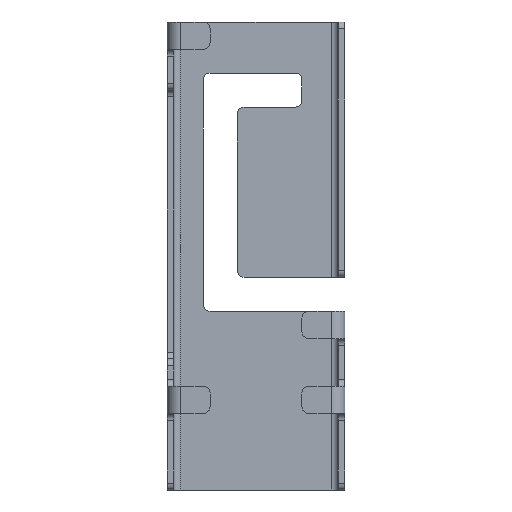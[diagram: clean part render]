
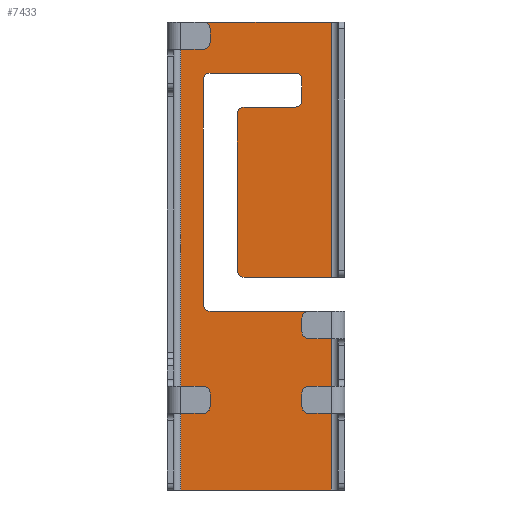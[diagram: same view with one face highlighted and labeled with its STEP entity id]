
A CAD part, front view. The second image highlights one B-rep face of the part: STEP entity #7433.
In plain terms, the highlighted planar face has unit normal (0, -1, 0).
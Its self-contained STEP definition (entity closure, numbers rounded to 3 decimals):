
#38 = VERTEX_POINT ( 'NONE', #3773 ) ;
#67 = EDGE_LOOP ( 'NONE', ( #9381, #7962, #6133, #4365, #11777, #1523, #6350, #8963, #11736, #4348, #9935, #8878, #10451, #4944, #9602, #1722, #9714, #1504 ) ) ;
#72 = LINE ( 'NONE', #9365, #3035 ) ;
#147 = EDGE_CURVE ( 'NONE', #10432, #7886, #2092, .T. ) ;
#264 = CARTESIAN_POINT ( 'NONE',  ( -1.35, 3.329, 5.175 ) ) ;
#291 = EDGE_CURVE ( 'NONE', #8033, #38, #72, .T. ) ;
#295 = CARTESIAN_POINT ( 'NONE',  ( 3.45, 3.329, 6.875 ) ) ;
#454 = LINE ( 'NONE', #11358, #8122 ) ;
#577 = VERTEX_POINT ( 'NONE', #8833 ) ;
#655 = VERTEX_POINT ( 'NONE', #1073 ) ;
#756 = DIRECTION ( 'NONE',  ( 0., 0., -1. ) ) ;
#775 = EDGE_CURVE ( 'NONE', #655, #7776, #3560, .T. ) ;
#997 = CARTESIAN_POINT ( 'NONE',  ( -0.35, 3.329, -0.425 ) ) ;
#1001 = CIRCLE ( 'NONE', #5759, 0.2 ) ;
#1073 = CARTESIAN_POINT ( 'NONE',  ( 2.214, 3.329, -1.625 ) ) ;
#1230 = VERTEX_POINT ( 'NONE', #8192 ) ;
#1504 = ORIENTED_EDGE ( 'NONE', *, *, #5620, .F. ) ;
#1523 = ORIENTED_EDGE ( 'NONE', *, *, #4675, .F. ) ;
#1530 = VERTEX_POINT ( 'NONE', #6230 ) ;
#1644 = EDGE_CURVE ( 'NONE', #1913, #1230, #7140, .T. ) ;
#1684 = CARTESIAN_POINT ( 'NONE',  ( 1.35, 3.329, 4.575 ) ) ;
#1722 = ORIENTED_EDGE ( 'NONE', *, *, #2215, .F. ) ;
#1810 = CARTESIAN_POINT ( 'NONE',  ( -1.35, 3.329, 5.375 ) ) ;
#1861 = CIRCLE ( 'NONE', #11001, 0.2 ) ;
#1904 = DIRECTION ( 'NONE',  ( 1., 0., 0. ) ) ;
#1913 = VERTEX_POINT ( 'NONE', #9351 ) ;
#1953 = CARTESIAN_POINT ( 'NONE',  ( 1.15, 3.329, 5.175 ) ) ;
#2001 = AXIS2_PLACEMENT_3D ( 'NONE', #264, #4732, #10212 ) ;
#2009 = DIRECTION ( 'NONE',  ( 0., 1., 0. ) ) ;
#2040 = CARTESIAN_POINT ( 'NONE',  ( 1.35, 3.329, 5.175 ) ) ;
#2092 = CIRCLE ( 'NONE', #9315, 0.2 ) ;
#2138 = CARTESIAN_POINT ( 'NONE',  ( -0.35, 3.329, -0.625 ) ) ;
#2196 = DIRECTION ( 'NONE',  ( -1., 0., 0. ) ) ;
#2212 = CARTESIAN_POINT ( 'NONE',  ( 2.214, 3.329, -0.625 ) ) ;
#2215 = EDGE_CURVE ( 'NONE', #10446, #8033, #1861, .T. ) ;
#2393 = VERTEX_POINT ( 'NONE', #4555 ) ;
#2426 = VERTEX_POINT ( 'NONE', #6177 ) ;
#2726 = AXIS2_PLACEMENT_3D ( 'NONE', #3182, #4918, #9448 ) ;
#2780 = EDGE_CURVE ( 'NONE', #577, #655, #6106, .T. ) ;
#3022 = LINE ( 'NONE', #2138, #6219 ) ;
#3035 = VECTOR ( 'NONE', #7450, 1000. ) ;
#3182 = CARTESIAN_POINT ( 'NONE',  ( 1.15, 3.329, 5.175 ) ) ;
#3209 = EDGE_CURVE ( 'NONE', #2393, #10432, #9045, .T. ) ;
#3327 = LINE ( 'NONE', #10669, #6330 ) ;
#3402 = VECTOR ( 'NONE', #11638, 1000. ) ;
#3416 = CARTESIAN_POINT ( 'NONE',  ( 6.55, 3.329, -1.625 ) ) ;
#3560 = LINE ( 'NONE', #8875, #4777 ) ;
#3773 = CARTESIAN_POINT ( 'NONE',  ( -0.55, 3.329, 4.175 ) ) ;
#3828 = VERTEX_POINT ( 'NONE', #9189 ) ;
#3845 = CIRCLE ( 'NONE', #8804, 0.2 ) ;
#4227 = VERTEX_POINT ( 'NONE', #2040 ) ;
#4348 = ORIENTED_EDGE ( 'NONE', *, *, #4855, .F. ) ;
#4365 = ORIENTED_EDGE ( 'NONE', *, *, #775, .F. ) ;
#4398 = DIRECTION ( 'NONE',  ( 0., -1., 0. ) ) ;
#4415 = CIRCLE ( 'NONE', #11084, 0.2 ) ;
#4523 = CARTESIAN_POINT ( 'NONE',  ( 1.15, 3.329, 4.375 ) ) ;
#4555 = CARTESIAN_POINT ( 'NONE',  ( -0.35, 3.329, 4.375 ) ) ;
#4675 = EDGE_CURVE ( 'NONE', #5783, #577, #4415, .T. ) ;
#4732 = DIRECTION ( 'NONE',  ( 0., -1., 0. ) ) ;
#4777 = VECTOR ( 'NONE', #7201, 1000. ) ;
#4855 = EDGE_CURVE ( 'NONE', #4227, #3828, #1001, .T. ) ;
#4893 = VECTOR ( 'NONE', #5444, 1000. ) ;
#4918 = DIRECTION ( 'NONE',  ( 0., 1., 0. ) ) ;
#4944 = ORIENTED_EDGE ( 'NONE', *, *, #5207, .F. ) ;
#5207 = EDGE_CURVE ( 'NONE', #38, #2393, #3845, .T. ) ;
#5376 = DIRECTION ( 'NONE',  ( 0., 0., -1. ) ) ;
#5444 = DIRECTION ( 'NONE',  ( -1., 0., 0. ) ) ;
#5588 = CARTESIAN_POINT ( 'NONE',  ( -1.55, 3.329, -1.425 ) ) ;
#5620 = EDGE_CURVE ( 'NONE', #1530, #8065, #3327, .T. ) ;
#5672 = DIRECTION ( 'NONE',  ( 0., 0., -1. ) ) ;
#5759 = AXIS2_PLACEMENT_3D ( 'NONE', #1953, #8509, #6668 ) ;
#5783 = VERTEX_POINT ( 'NONE', #5588 ) ;
#5791 = DIRECTION ( 'NONE',  ( -1., 0., 0. ) ) ;
#5797 = DIRECTION ( 'NONE',  ( 0., 1., 0. ) ) ;
#5801 = CARTESIAN_POINT ( 'NONE',  ( 2.214, 3.329, -6.875 ) ) ;
#5875 = CARTESIAN_POINT ( 'NONE',  ( 1.15, 3.329, 4.375 ) ) ;
#5977 = CARTESIAN_POINT ( 'NONE',  ( -2.214, 3.329, 5.175 ) ) ;
#6034 = LINE ( 'NONE', #5977, #3402 ) ;
#6106 = LINE ( 'NONE', #3416, #10592 ) ;
#6110 = CARTESIAN_POINT ( 'NONE',  ( -0.35, 3.329, -0.625 ) ) ;
#6133 = ORIENTED_EDGE ( 'NONE', *, *, #8953, .F. ) ;
#6177 = CARTESIAN_POINT ( 'NONE',  ( -2.214, 3.329, 6.875 ) ) ;
#6219 = VECTOR ( 'NONE', #2196, 1000. ) ;
#6230 = CARTESIAN_POINT ( 'NONE',  ( 2.214, 3.329, 6.875 ) ) ;
#6298 = LINE ( 'NONE', #11664, #7027 ) ;
#6330 = VECTOR ( 'NONE', #8697, 1000. ) ;
#6343 = LINE ( 'NONE', #1810, #4893 ) ;
#6350 = ORIENTED_EDGE ( 'NONE', *, *, #8536, .F. ) ;
#6653 = VECTOR ( 'NONE', #1904, 1000. ) ;
#6668 = DIRECTION ( 'NONE',  ( 0., 0., -1. ) ) ;
#6687 = CARTESIAN_POINT ( 'NONE',  ( -4.35, 3.329, -6.875 ) ) ;
#6719 = EDGE_CURVE ( 'NONE', #8065, #10446, #3022, .T. ) ;
#6808 = CARTESIAN_POINT ( 'NONE',  ( -0.35, 3.329, 4.175 ) ) ;
#6828 = DIRECTION ( 'NONE',  ( 0., 0., 1. ) ) ;
#7027 = VECTOR ( 'NONE', #756, 1000. ) ;
#7139 = CARTESIAN_POINT ( 'NONE',  ( -1.35, 3.329, -1.425 ) ) ;
#7140 = CIRCLE ( 'NONE', #2001, 0.2 ) ;
#7201 = DIRECTION ( 'NONE',  ( 0., 0., -1. ) ) ;
#7257 = DIRECTION ( 'NONE',  ( 1., 0., 0. ) ) ;
#7422 = DIRECTION ( 'NONE',  ( 0., 0., 1. ) ) ;
#7433 = ADVANCED_FACE ( 'NONE', ( #8373 ), #8494, .F. ) ;
#7450 = DIRECTION ( 'NONE',  ( 0., 0., 1. ) ) ;
#7776 = VERTEX_POINT ( 'NONE', #5801 ) ;
#7886 = VERTEX_POINT ( 'NONE', #1684 ) ;
#7962 = ORIENTED_EDGE ( 'NONE', *, *, #8813, .T. ) ;
#8033 = VERTEX_POINT ( 'NONE', #11034 ) ;
#8065 = VERTEX_POINT ( 'NONE', #2212 ) ;
#8122 = VECTOR ( 'NONE', #6828, 1000. ) ;
#8192 = CARTESIAN_POINT ( 'NONE',  ( -1.55, 3.329, 5.175 ) ) ;
#8373 = FACE_OUTER_BOUND ( 'NONE', #67, .T. ) ;
#8462 = EDGE_CURVE ( 'NONE', #2426, #1530, #11139, .T. ) ;
#8494 = PLANE ( 'NONE',  #2726 ) ;
#8498 = CARTESIAN_POINT ( 'NONE',  ( -2.214, 3.329, -6.875 ) ) ;
#8509 = DIRECTION ( 'NONE',  ( 0., -1., 0. ) ) ;
#8532 = LINE ( 'NONE', #6687, #9111 ) ;
#8536 = EDGE_CURVE ( 'NONE', #1230, #5783, #6298, .T. ) ;
#8610 = DIRECTION ( 'NONE',  ( 1., 0., 0. ) ) ;
#8697 = DIRECTION ( 'NONE',  ( 0., 0., -1. ) ) ;
#8781 = VECTOR ( 'NONE', #7257, 1000. ) ;
#8804 = AXIS2_PLACEMENT_3D ( 'NONE', #6808, #5797, #5672 ) ;
#8813 = EDGE_CURVE ( 'NONE', #2426, #10319, #6034, .T. ) ;
#8833 = CARTESIAN_POINT ( 'NONE',  ( -1.35, 3.329, -1.625 ) ) ;
#8875 = CARTESIAN_POINT ( 'NONE',  ( 2.214, 3.329, 5.175 ) ) ;
#8878 = ORIENTED_EDGE ( 'NONE', *, *, #147, .F. ) ;
#8901 = CARTESIAN_POINT ( 'NONE',  ( 1.15, 3.329, 4.575 ) ) ;
#8953 = EDGE_CURVE ( 'NONE', #7776, #10319, #8532, .T. ) ;
#8963 = ORIENTED_EDGE ( 'NONE', *, *, #1644, .F. ) ;
#9045 = LINE ( 'NONE', #4523, #8781 ) ;
#9111 = VECTOR ( 'NONE', #5791, 1000. ) ;
#9189 = CARTESIAN_POINT ( 'NONE',  ( 1.15, 3.329, 5.375 ) ) ;
#9315 = AXIS2_PLACEMENT_3D ( 'NONE', #8901, #10026, #5376 ) ;
#9351 = CARTESIAN_POINT ( 'NONE',  ( -1.35, 3.329, 5.375 ) ) ;
#9365 = CARTESIAN_POINT ( 'NONE',  ( -0.55, 3.329, 4.175 ) ) ;
#9381 = ORIENTED_EDGE ( 'NONE', *, *, #8462, .F. ) ;
#9448 = DIRECTION ( 'NONE',  ( -1., 0., 0. ) ) ;
#9602 = ORIENTED_EDGE ( 'NONE', *, *, #291, .F. ) ;
#9714 = ORIENTED_EDGE ( 'NONE', *, *, #6719, .F. ) ;
#9935 = ORIENTED_EDGE ( 'NONE', *, *, #10337, .F. ) ;
#9936 = DIRECTION ( 'NONE',  ( 0., 0., -1. ) ) ;
#9952 = EDGE_CURVE ( 'NONE', #3828, #1913, #6343, .T. ) ;
#10026 = DIRECTION ( 'NONE',  ( 0., -1., 0. ) ) ;
#10212 = DIRECTION ( 'NONE',  ( 0., 0., -1. ) ) ;
#10319 = VERTEX_POINT ( 'NONE', #8498 ) ;
#10337 = EDGE_CURVE ( 'NONE', #7886, #4227, #454, .T. ) ;
#10432 = VERTEX_POINT ( 'NONE', #5875 ) ;
#10446 = VERTEX_POINT ( 'NONE', #6110 ) ;
#10451 = ORIENTED_EDGE ( 'NONE', *, *, #3209, .F. ) ;
#10592 = VECTOR ( 'NONE', #8610, 1000. ) ;
#10669 = CARTESIAN_POINT ( 'NONE',  ( 2.214, 3.329, 5.175 ) ) ;
#11001 = AXIS2_PLACEMENT_3D ( 'NONE', #997, #2009, #7422 ) ;
#11034 = CARTESIAN_POINT ( 'NONE',  ( -0.55, 3.329, -0.425 ) ) ;
#11084 = AXIS2_PLACEMENT_3D ( 'NONE', #7139, #4398, #9936 ) ;
#11139 = LINE ( 'NONE', #295, #6653 ) ;
#11358 = CARTESIAN_POINT ( 'NONE',  ( 1.35, 3.329, 5.175 ) ) ;
#11638 = DIRECTION ( 'NONE',  ( 0., 0., -1. ) ) ;
#11664 = CARTESIAN_POINT ( 'NONE',  ( -1.55, 3.329, -1.425 ) ) ;
#11736 = ORIENTED_EDGE ( 'NONE', *, *, #9952, .F. ) ;
#11777 = ORIENTED_EDGE ( 'NONE', *, *, #2780, .F. ) ;
